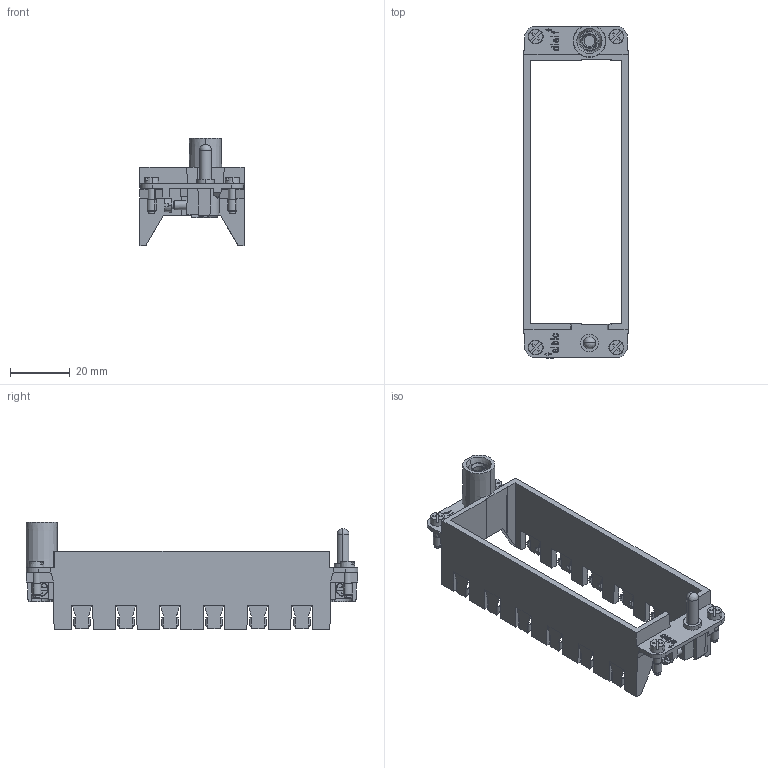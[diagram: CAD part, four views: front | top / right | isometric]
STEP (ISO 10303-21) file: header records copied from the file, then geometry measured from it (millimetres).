
FILE_DESCRIPTION(/* description */ ('Alibre Inc.'),/* implementation_level */ '2;1');
FILE_NAME(/* name */ 'export-A0A9977C-46D1-4427-B2FF-0336FCA19367',/* time_stamp */ '2022-09-27T11:00:21+02:00',/* author */ (''),/* organization */ (''),/* preprocessor_version */ 'ST-DEVELOPER v17',/* originating_system */ 'Alibre',/* authorisation */ '');
FILE_SCHEMA (('AUTOMOTIVE_DESIGN'));
Length unit declared in the file: millimetre
Products named in the file (2): HC_M_B24_MFH_B-select
Bounding box: 34.9 x 111 x 36 mm (x, y, z)
Volume: 15419.6 mm3; surface area: 16776.1 mm2
Topology: 1 solids, 1 shells, 1107 faces, 3006 edges, 1936 vertices
Faces by surface type: plane 792, cylinder 195, bspline 74, cone 44, sphere 2
Entity records: 45779 total; most frequent: CARTESIAN_POINT 18526, ORIENTED_EDGE 6008, DIRECTION 4281, EDGE_CURVE 3004, VECTOR 2191, LINE 2191, VERTEX_POINT 1936, AXIS2_PLACEMENT_3D 1433
